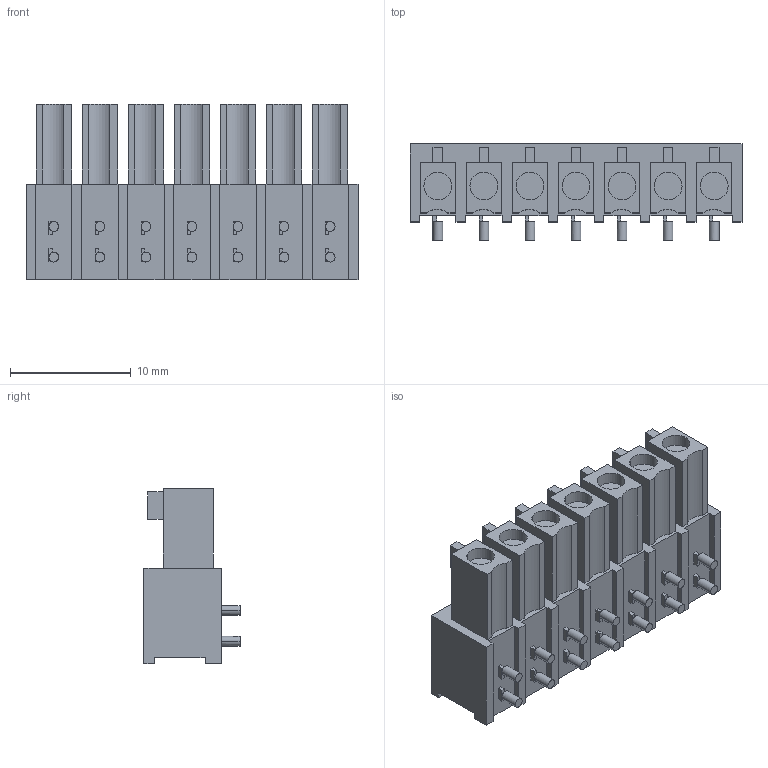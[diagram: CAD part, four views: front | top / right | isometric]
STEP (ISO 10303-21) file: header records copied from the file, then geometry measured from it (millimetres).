
FILE_DESCRIPTION(('CATIA V5 STEP Exchange','CAx-IF Rec.Pracs.--- Model Styling and Organization---1.2---2011-12-15'),'2;1');
FILE_NAME ('D1460852_0_1974840000_1974840000.stp','2016-12-07T15:24:30+00:00',('none'),('Weidmueller'),'CATIA Version 5-6 Release 2014','CATIA V5 STEP AP214','none');
FILE_SCHEMA(('AUTOMOTIVE_DESIGN { 1 0 10303 214 1 1 1 1 }'));
Length unit declared in the file: millimetre
Products named in the file (1): 1974840000_S
Bounding box: 27.46 x 7.95 x 14.5 mm (x, y, z)
Volume: 1745.7 mm3; surface area: 1899.9 mm2
Topology: 15 solids, 15 shells, 395 faces, 971 edges, 641 vertices
Faces by surface type: plane 332, cylinder 63
Entity records: 10372 total; most frequent: ORIENTED_EDGE 1942, CARTESIAN_POINT 1900, DIRECTION 1307, EDGE_CURVE 971, VECTOR 803, LINE 803, VERTEX_POINT 641, EDGE_LOOP 430
